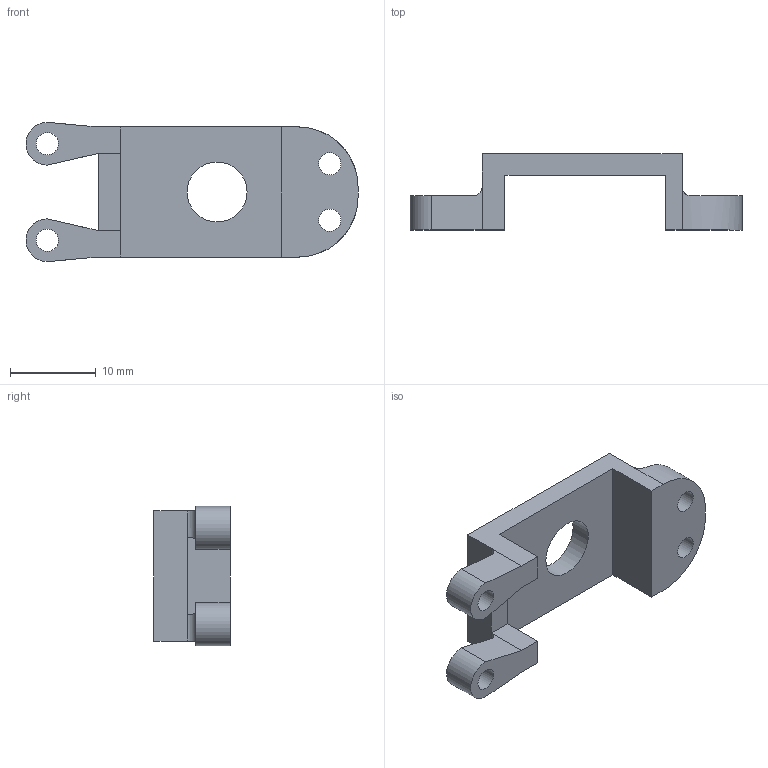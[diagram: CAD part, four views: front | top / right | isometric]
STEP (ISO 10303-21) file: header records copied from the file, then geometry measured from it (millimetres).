
FILE_DESCRIPTION(/* description */ (''),/* implementation_level */ '2;1');
FILE_NAME(/* name */ 'BracePotHolderV4.ipt.stp',/* time_stamp */ '2021-06-20T10:01:33-05:00',/* author */ ('svale'),/* organization */ (''),/* preprocessor_version */ 'ST-DEVELOPER v18.1',/* originating_system */ 'Autodesk Inventor 2021',/* authorisation */ '');
FILE_SCHEMA (('AUTOMOTIVE_DESIGN { 1 0 10303 214 3 1 1 }'));
Length unit declared in the file: millimetre
Products named in the file (1): BracePotHolderV4
Bounding box: 38.8 x 8.9 x 16.28 mm (x, y, z)
Volume: 1648.2 mm3; surface area: 1818.4 mm2
Topology: 1 solids, 1 shells, 34 faces, 95 edges, 63 vertices
Faces by surface type: plane 22, cylinder 12
Full cylindrical faces by diameter (mm): 2.6 x4, 7 x1
Entity records: 1175 total; most frequent: CARTESIAN_POINT 211, DIRECTION 192, ORIENTED_EDGE 190, EDGE_CURVE 95, LINE 64, VECTOR 64, AXIS2_PLACEMENT_3D 64, VERTEX_POINT 63
